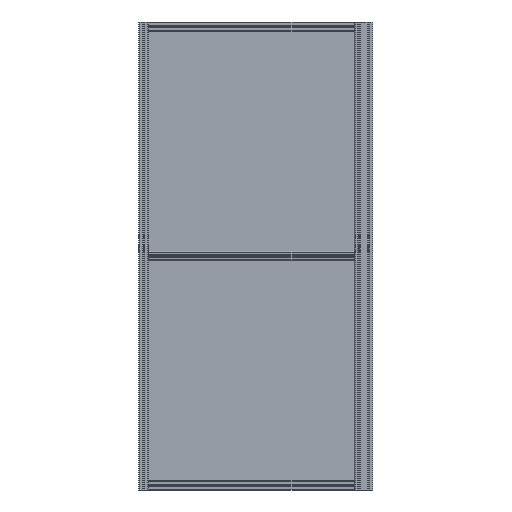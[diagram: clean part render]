
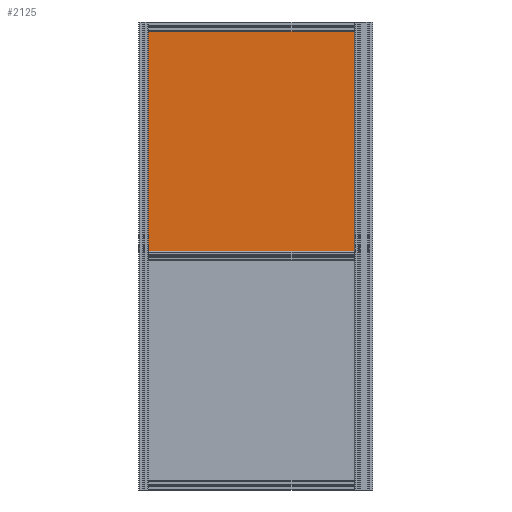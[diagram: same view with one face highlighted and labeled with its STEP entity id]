
A CAD part, front view. The second image highlights one B-rep face of the part: STEP entity #2125.
In plain terms, the highlighted face is planar.
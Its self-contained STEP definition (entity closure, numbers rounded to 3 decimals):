
#2125=ADVANCED_FACE('',(#3701),#3702,.T.);
#3701=FACE_OUTER_BOUND('',#6981,.T.);
#3702=PLANE('',#6982);
#6981=EDGE_LOOP('',(#10280,#10281,#10282,#10283));
#6982=AXIS2_PLACEMENT_3D('',#10284,#10285,#10286);
#10280=ORIENTED_EDGE('',*,*,#24132,.F.);
#10281=ORIENTED_EDGE('',*,*,#24130,.F.);
#10282=ORIENTED_EDGE('',*,*,#24124,.F.);
#10283=ORIENTED_EDGE('',*,*,#24127,.F.);
#10284=CARTESIAN_POINT('',(0.0,0.0,-4.0));
#10285=DIRECTION('',(0.0,0.0,-1.0));
#10286=DIRECTION('',(-1.0,0.0,0.0));
#24124=EDGE_CURVE('',#28745,#28740,#28747,.T.);
#24127=EDGE_CURVE('',#28750,#28745,#28752,.T.);
#24130=EDGE_CURVE('',#28740,#28753,#28757,.T.);
#24132=EDGE_CURVE('',#28753,#28750,#28759,.T.);
#28740=VERTEX_POINT('',#36456);
#28745=VERTEX_POINT('',#36463);
#28747=LINE('',#36466,#36467);
#28750=VERTEX_POINT('',#36471);
#28752=LINE('',#36474,#36475);
#28753=VERTEX_POINT('',#36476);
#28757=LINE('',#36482,#36483);
#28759=LINE('',#36486,#36487);
#36456=CARTESIAN_POINT('',(-450.0,-480.0,-4.0));
#36463=CARTESIAN_POINT('',(-450.0,480.0,-4.0));
#36466=CARTESIAN_POINT('',(-450.0,0.0,-4.0));
#36467=VECTOR('',#49630,1.0);
#36471=CARTESIAN_POINT('',(450.0,480.0,-4.0));
#36474=CARTESIAN_POINT('',(0.0,480.0,-4.0));
#36475=VECTOR('',#49633,1.0);
#36476=CARTESIAN_POINT('',(450.0,-480.0,-4.0));
#36482=CARTESIAN_POINT('',(0.0,-480.0,-4.0));
#36483=VECTOR('',#49636,1.0);
#36486=CARTESIAN_POINT('',(450.0,0.0,-4.0));
#36487=VECTOR('',#49638,1.0);
#49630=DIRECTION('',(0.0,-1.0,0.0));
#49633=DIRECTION('',(-1.0,0.0,0.0));
#49636=DIRECTION('',(1.0,0.0,0.0));
#49638=DIRECTION('',(0.0,1.0,0.0));
